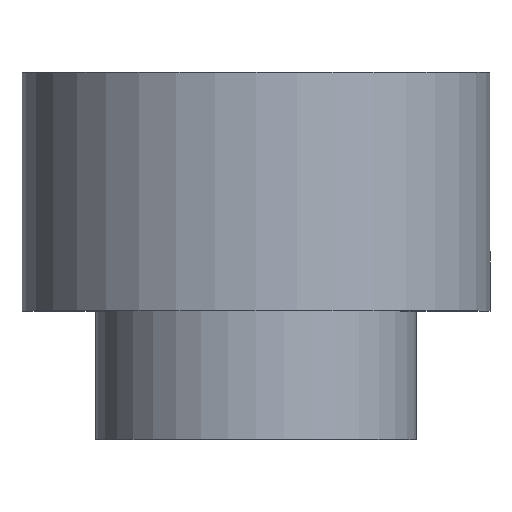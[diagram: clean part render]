
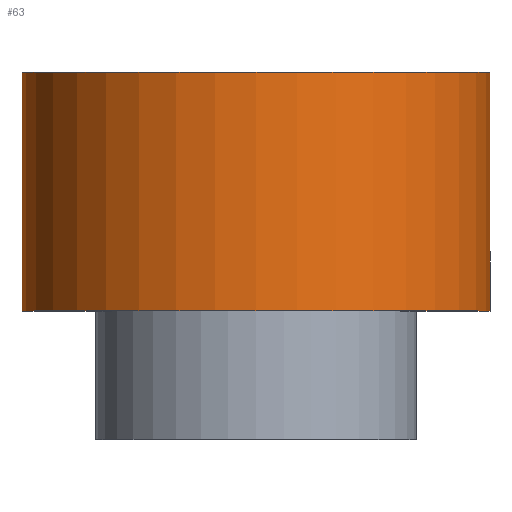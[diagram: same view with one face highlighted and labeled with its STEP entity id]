
A CAD part, top view. The second image highlights one B-rep face of the part: STEP entity #63.
In plain terms, the highlighted cylindrical face has radius 2.55 mm (diameter 5.1 mm), a partial arc.
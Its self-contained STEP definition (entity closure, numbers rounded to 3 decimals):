
#63 = ADVANCED_FACE ( 'NONE', ( #2213 ), #1922, .T. ) ;
#92 = ORIENTED_EDGE ( 'NONE', *, *, #524, .F. ) ;
#94 = VERTEX_POINT ( 'NONE', #2360 ) ;
#369 = CARTESIAN_POINT ( 'NONE',  ( 0., -1.4, 0. ) ) ;
#440 = CARTESIAN_POINT ( 'NONE',  ( 0., 2.6, 0. ) ) ;
#470 = CARTESIAN_POINT ( 'NONE',  ( -2.55, -1.4, 0. ) ) ;
#524 = EDGE_CURVE ( 'NONE', #1270, #620, #947, .T. ) ;
#546 = ORIENTED_EDGE ( 'NONE', *, *, #1733, .F. ) ;
#620 = VERTEX_POINT ( 'NONE', #1201 ) ;
#621 = CARTESIAN_POINT ( 'NONE',  ( 0., 0., 0. ) ) ;
#636 = LINE ( 'NONE', #2274, #2101 ) ;
#730 = EDGE_LOOP ( 'NONE', ( #1016, #787, #92, #546 ) ) ;
#787 = ORIENTED_EDGE ( 'NONE', *, *, #2080, .T. ) ;
#809 = DIRECTION ( 'NONE',  ( 0., -1., 0. ) ) ;
#946 = DIRECTION ( 'NONE',  ( 0., -1., 0. ) ) ;
#947 = CIRCLE ( 'NONE', #2402, 2.55 ) ;
#1008 = VERTEX_POINT ( 'NONE', #1086 ) ;
#1016 = ORIENTED_EDGE ( 'NONE', *, *, #1946, .T. ) ;
#1076 = CARTESIAN_POINT ( 'NONE',  ( 2.55, 0., 0. ) ) ;
#1086 = CARTESIAN_POINT ( 'NONE',  ( -2.55, 2.6, 0. ) ) ;
#1183 = CIRCLE ( 'NONE', #1335, 2.55 ) ;
#1201 = CARTESIAN_POINT ( 'NONE',  ( -2.55, 0., 0. ) ) ;
#1270 = VERTEX_POINT ( 'NONE', #1076 ) ;
#1271 = AXIS2_PLACEMENT_3D ( 'NONE', #369, #2169, #1428 ) ;
#1335 = AXIS2_PLACEMENT_3D ( 'NONE', #440, #809, #2128 ) ;
#1428 = DIRECTION ( 'NONE',  ( 1., 0., 0. ) ) ;
#1578 = DIRECTION ( 'NONE',  ( 0., -1., 0. ) ) ;
#1702 = LINE ( 'NONE', #470, #1916 ) ;
#1733 = EDGE_CURVE ( 'NONE', #94, #1270, #636, .T. ) ;
#1782 = DIRECTION ( 'NONE',  ( 0., -1., 0. ) ) ;
#1916 = VECTOR ( 'NONE', #1782, 1000. ) ;
#1922 = CYLINDRICAL_SURFACE ( 'NONE', #1271, 2.55 ) ;
#1924 = DIRECTION ( 'NONE',  ( 1., 0., 0. ) ) ;
#1946 = EDGE_CURVE ( 'NONE', #94, #1008, #1183, .T. ) ;
#2080 = EDGE_CURVE ( 'NONE', #1008, #620, #1702, .T. ) ;
#2101 = VECTOR ( 'NONE', #946, 1000. ) ;
#2128 = DIRECTION ( 'NONE',  ( 1., 0., 0. ) ) ;
#2169 = DIRECTION ( 'NONE',  ( 0., -1., 0. ) ) ;
#2213 = FACE_OUTER_BOUND ( 'NONE', #730, .T. ) ;
#2274 = CARTESIAN_POINT ( 'NONE',  ( 2.55, -1.4, 0. ) ) ;
#2360 = CARTESIAN_POINT ( 'NONE',  ( 2.55, 2.6, 0. ) ) ;
#2402 = AXIS2_PLACEMENT_3D ( 'NONE', #621, #1578, #1924 ) ;
